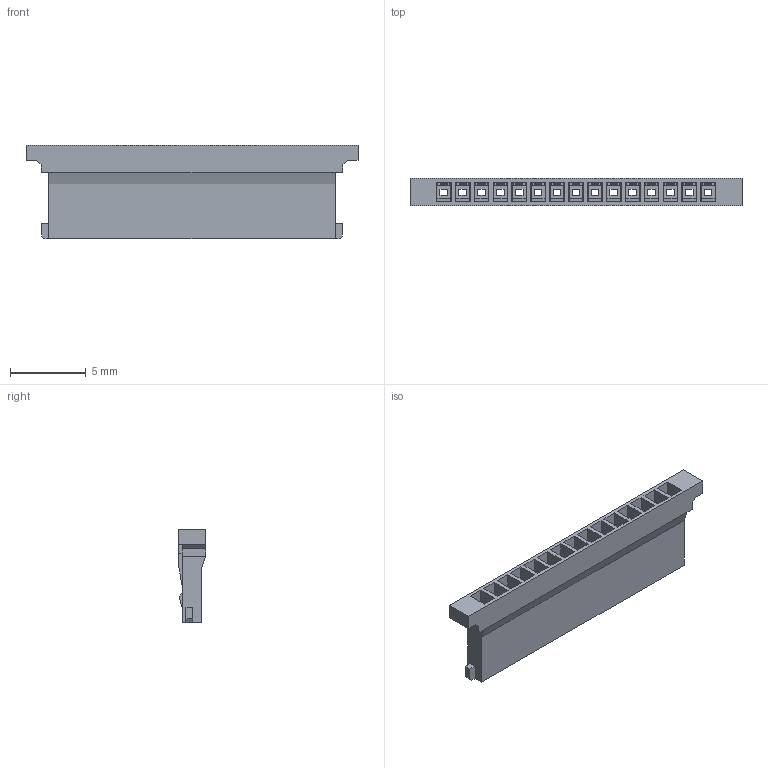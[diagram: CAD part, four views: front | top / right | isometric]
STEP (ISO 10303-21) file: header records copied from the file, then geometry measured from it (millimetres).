
FILE_DESCRIPTION((''),'2;1');
FILE_NAME('HG12504-S15M2W1B','2026-01-08T',('工程三'),(''),'PRO/ENGINEER BY PARAMETRIC TECHNOLOGY CORPORATION, 2010280','PRO/ENGINEER BY PARAMETRIC TECHNOLOGY CORPORATION, 2010280','');
FILE_SCHEMA(('CONFIG_CONTROL_DESIGN'));
Length unit declared in the file: millimetre
Products named in the file (1): HG12504-S15M2W1B
Bounding box: 21.97 x 1.8 x 6.2 mm (x, y, z)
Volume: 93.3 mm3; surface area: 710.2 mm2
Topology: 1 solids, 1 shells, 595 faces, 1636 edges, 1030 vertices
Faces by surface type: plane 595
Entity records: 18412 total; most frequent: ORIENTED_EDGE 3272, CARTESIAN_POINT 3261, DIRECTION 2826, VECTOR 1636, LINE 1636, EDGE_CURVE 1636, VERTEX_POINT 1030, EDGE_LOOP 642
